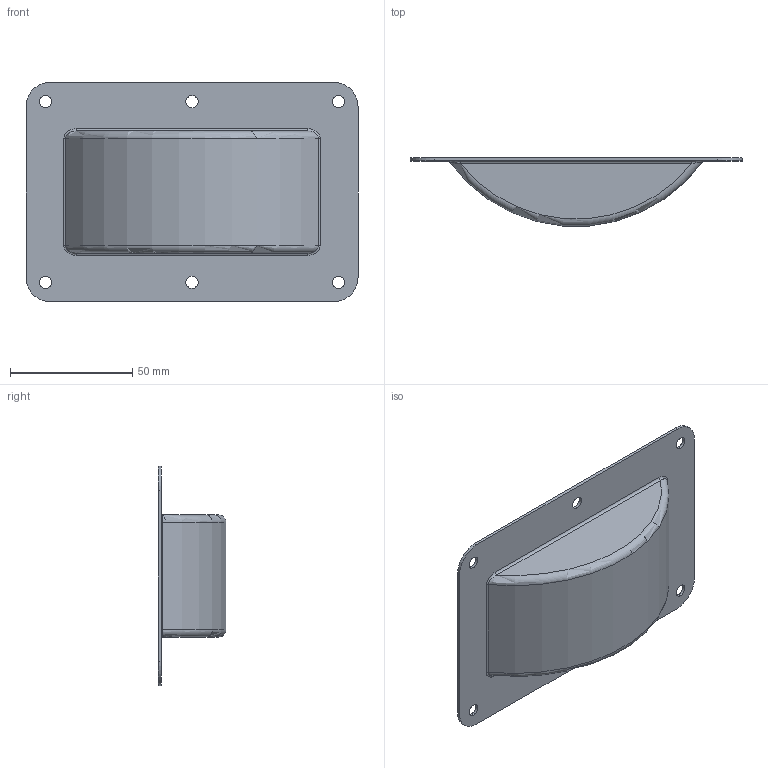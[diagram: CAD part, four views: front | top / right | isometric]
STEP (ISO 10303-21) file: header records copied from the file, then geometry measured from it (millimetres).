
FILE_DESCRIPTION (( 'STEP AP203' ), '1' );
FILE_NAME ('Âñòàâêà ïîä êîëåñî D7101.STEP', '2023-05-29T10:22:20', ( 'Ïîëüçîâàòåëü Windows' ), ( '' ), 'SwSTEP 2.0', 'SolidWorks 2018', '' );
FILE_SCHEMA (( 'CONFIG_CONTROL_DESIGN' ));
Length unit declared in the file: millimetre
Products named in the file (1): Âñòàâêà ïîä êîëåñî D7101
Bounding box: 136 x 27.77 x 90 mm (x, y, z)
Volume: 19662.7 mm3; surface area: 33406.1 mm2
Topology: 1 solids, 1 shells, 48 faces, 116 edges, 72 vertices
Faces by surface type: cylinder 26, plane 10, bspline 8, torus 4
Entity records: 2133 total; most frequent: CARTESIAN_POINT 925, DIRECTION 238, ORIENTED_EDGE 232, EDGE_CURVE 116, AXIS2_PLACEMENT_3D 97, VERTEX_POINT 72, EDGE_LOOP 62, CIRCLE 56
